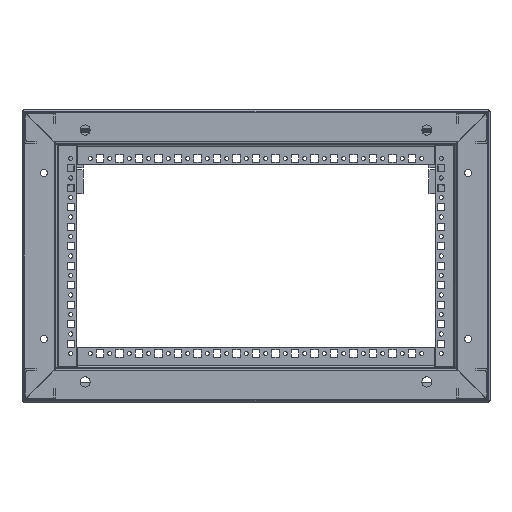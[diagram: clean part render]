
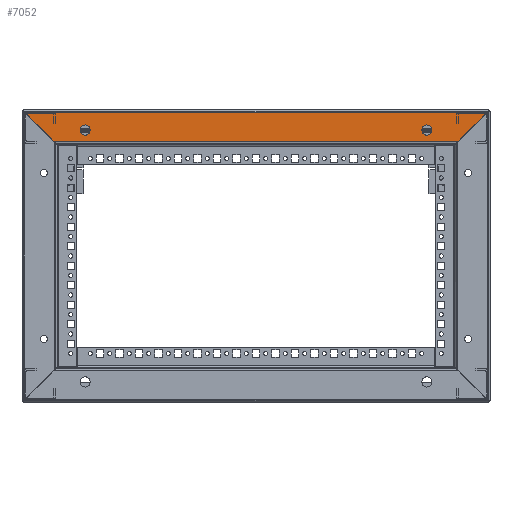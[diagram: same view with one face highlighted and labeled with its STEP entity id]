
A CAD part, front view. The second image highlights one B-rep face of the part: STEP entity #7052.
In plain terms, the highlighted planar face has unit normal (0, -1, 0).
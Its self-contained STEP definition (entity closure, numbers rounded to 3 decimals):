
#7052=ADVANCED_FACE('',(#18770,#18771,#18772),#18773,.T.);
#18770=FACE_OUTER_BOUND('',#38230,.T.);
#18771=FACE_BOUND('',#38231,.T.);
#18772=FACE_BOUND('',#38232,.T.);
#18773=PLANE('',#38233);
#38230=EDGE_LOOP('',(#60761,#60762,#60763,#60764));
#38231=EDGE_LOOP('',(#60765,#60766));
#38232=EDGE_LOOP('',(#60767,#60768));
#38233=AXIS2_PLACEMENT_3D('',#60769,#60770,#60771);
#60761=ORIENTED_EDGE('',*,*,#111295,.T.);
#60762=ORIENTED_EDGE('',*,*,#111297,.T.);
#60763=ORIENTED_EDGE('',*,*,#111201,.T.);
#60764=ORIENTED_EDGE('',*,*,#111183,.F.);
#60765=ORIENTED_EDGE('',*,*,#110581,.T.);
#60766=ORIENTED_EDGE('',*,*,#111159,.T.);
#60767=ORIENTED_EDGE('',*,*,#110576,.T.);
#60768=ORIENTED_EDGE('',*,*,#111162,.T.);
#60769=CARTESIAN_POINT('',(598.0,0.0,352.5));
#60770=DIRECTION('',(0.0,-1.0,0.0));
#60771=DIRECTION('',(0.0,0.0,-1.0));
#110576=EDGE_CURVE('',#132500,#132504,#132506,.T.);
#110581=EDGE_CURVE('',#132509,#132513,#132515,.T.);
#111159=EDGE_CURVE('',#132513,#132509,#133381,.T.);
#111162=EDGE_CURVE('',#132504,#132500,#133384,.T.);
#111183=EDGE_CURVE('',#133418,#133420,#133421,.T.);
#111201=EDGE_CURVE('',#133449,#133420,#133450,.T.);
#111295=EDGE_CURVE('',#133418,#133583,#133585,.T.);
#111297=EDGE_CURVE('',#133583,#133449,#133587,.T.);
#132500=VERTEX_POINT('',#165038);
#132504=VERTEX_POINT('',#165043);
#132506=CIRCLE('',#165046,6.5);
#132509=VERTEX_POINT('',#165049);
#132513=VERTEX_POINT('',#165054);
#132515=CIRCLE('',#165057,6.5);
#133381=CIRCLE('',#166203,6.5);
#133384=CIRCLE('',#166206,6.5);
#133418=VERTEX_POINT('',#166254);
#133420=VERTEX_POINT('',#166256);
#133421=LINE('',#166257,#166258);
#133449=VERTEX_POINT('',#166298);
#133450=LINE('',#166299,#166300);
#133583=VERTEX_POINT('',#166482);
#133585=LINE('',#166484,#166485);
#133587=LINE('',#166487,#166488);
#165038=CARTESIAN_POINT('',(87.5,0.0,349.0));
#165043=CARTESIAN_POINT('',(74.5,0.0,349.0));
#165046=AXIS2_PLACEMENT_3D('',#207105,#207106,#207107);
#165049=CARTESIAN_POINT('',(525.5,0.0,349.0));
#165054=CARTESIAN_POINT('',(512.5,0.0,349.0));
#165057=AXIS2_PLACEMENT_3D('',#207113,#207114,#207115);
#166203=AXIS2_PLACEMENT_3D('',#207852,#207853,#207854);
#166206=AXIS2_PLACEMENT_3D('',#207858,#207859,#207860);
#166254=CARTESIAN_POINT('',(559.,0.0,334.));
#166256=CARTESIAN_POINT('',(41.,0.0,334.));
#166257=CARTESIAN_POINT('',(598.0,0.,334.));
#166258=VECTOR('',#207884,1.0);
#166298=CARTESIAN_POINT('',(4.,0.0,371.));
#166299=CARTESIAN_POINT('',(166.5,0.,208.5));
#166300=VECTOR('',#207903,1.0);
#166482=CARTESIAN_POINT('',(596.,0.0,371.));
#166484=CARTESIAN_POINT('',(582.5,0.0,357.5));
#166485=VECTOR('',#208010,1.0);
#166487=CARTESIAN_POINT('',(598.0,0.0,371.0));
#166488=VECTOR('',#208011,1.0);
#207105=CARTESIAN_POINT('',(81.0,0.0,349.0));
#207106=DIRECTION('',(-0.0,1.0,0.0));
#207107=DIRECTION('',(1.0,0.0,0.0));
#207113=CARTESIAN_POINT('',(519.0,0.0,349.0));
#207114=DIRECTION('',(-0.0,1.0,0.0));
#207115=DIRECTION('',(1.0,0.0,0.0));
#207852=CARTESIAN_POINT('',(519.0,0.0,349.0));
#207853=DIRECTION('',(-0.0,1.0,0.0));
#207854=DIRECTION('',(1.0,0.0,0.0));
#207858=CARTESIAN_POINT('',(81.0,0.0,349.0));
#207859=DIRECTION('',(-0.0,1.0,0.0));
#207860=DIRECTION('',(1.0,0.0,0.0));
#207884=DIRECTION('',(-1.0,0.0,0.0));
#207903=DIRECTION('',(0.707,0.0,-0.707));
#208010=DIRECTION('',(0.707,0.0,0.707));
#208011=DIRECTION('',(-1.0,0.0,0.0));
